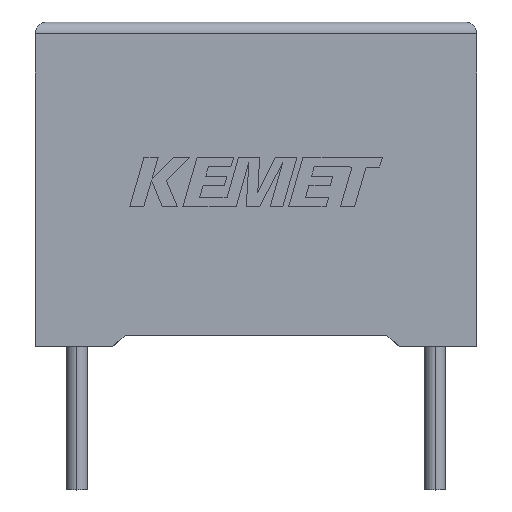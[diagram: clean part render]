
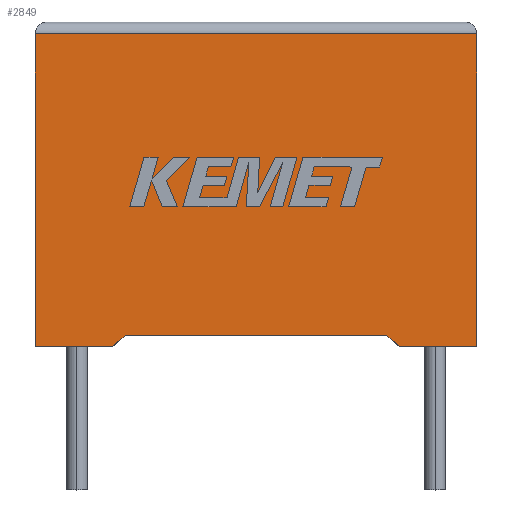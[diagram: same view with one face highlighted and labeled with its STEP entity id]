
A CAD part, top view. The second image highlights one B-rep face of the part: STEP entity #2849.
In plain terms, the highlighted planar face has unit normal (0, 0, 1).
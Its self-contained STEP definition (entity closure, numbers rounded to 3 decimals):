
#16 = ORIENTED_EDGE ( 'NONE', *, *, #1110, .T. ) ;
#93 = CARTESIAN_POINT ( 'NONE',  ( 15.25, 0., 7.7 ) ) ;
#171 = VECTOR ( 'NONE', #1855, 1000. ) ;
#259 = EDGE_CURVE ( 'NONE', #1568, #2841, #807, .T. ) ;
#302 = ORIENTED_EDGE ( 'NONE', *, *, #2254, .T. ) ;
#312 = AXIS2_PLACEMENT_3D ( 'NONE', #903, #1138, #2072 ) ;
#444 = CARTESIAN_POINT ( 'NONE',  ( 9.25, 0.469, 7.7 ) ) ;
#478 = LINE ( 'NONE', #861, #2222 ) ;
#494 = DIRECTION ( 'NONE',  ( -0.739, -0.674, 0. ) ) ;
#539 = CARTESIAN_POINT ( 'NONE',  ( 15.25, 0., 7.7 ) ) ;
#620 = LINE ( 'NONE', #1346, #2865 ) ;
#625 = DIRECTION ( 'NONE',  ( -1., 0., 0. ) ) ;
#628 = CARTESIAN_POINT ( 'NONE',  ( 18.5, 0., 7.7 ) ) ;
#674 = VERTEX_POINT ( 'NONE', #93 ) ;
#807 = LINE ( 'NONE', #444, #171 ) ;
#822 = CARTESIAN_POINT ( 'NONE',  ( 18.5, 0., 7.7 ) ) ;
#823 = VERTEX_POINT ( 'NONE', #2236 ) ;
#846 = LINE ( 'NONE', #2286, #2722 ) ;
#861 = CARTESIAN_POINT ( 'NONE',  ( 0., 0., 7.7 ) ) ;
#886 = ORIENTED_EDGE ( 'NONE', *, *, #1905, .T. ) ;
#903 = CARTESIAN_POINT ( 'NONE',  ( 0., 0., 7.7 ) ) ;
#932 = CARTESIAN_POINT ( 'NONE',  ( 0., 13.1, 7.7 ) ) ;
#1066 = VECTOR ( 'NONE', #2287, 1000. ) ;
#1110 = EDGE_CURVE ( 'NONE', #1568, #674, #1223, .T. ) ;
#1138 = DIRECTION ( 'NONE',  ( 0., 0., -1. ) ) ;
#1151 = EDGE_CURVE ( 'NONE', #1701, #823, #1953, .T. ) ;
#1171 = CARTESIAN_POINT ( 'NONE',  ( 18.5, 13.1, 7.7 ) ) ;
#1223 = LINE ( 'NONE', #539, #1260 ) ;
#1260 = VECTOR ( 'NONE', #2163, 1000. ) ;
#1305 = CARTESIAN_POINT ( 'NONE',  ( 0., 0., 7.7 ) ) ;
#1338 = EDGE_CURVE ( 'NONE', #2350, #1670, #2157, .T. ) ;
#1346 = CARTESIAN_POINT ( 'NONE',  ( 0., 13.1, 7.7 ) ) ;
#1568 = VERTEX_POINT ( 'NONE', #2860 ) ;
#1670 = VERTEX_POINT ( 'NONE', #1171 ) ;
#1701 = VERTEX_POINT ( 'NONE', #932 ) ;
#1727 = ORIENTED_EDGE ( 'NONE', *, *, #1338, .T. ) ;
#1759 = VECTOR ( 'NONE', #494, 1000. ) ;
#1804 = FACE_OUTER_BOUND ( 'NONE', #2805, .T. ) ;
#1843 = VECTOR ( 'NONE', #2477, 1000. ) ;
#1855 = DIRECTION ( 'NONE',  ( -1., 0., 0. ) ) ;
#1856 = EDGE_CURVE ( 'NONE', #674, #2350, #478, .T. ) ;
#1905 = EDGE_CURVE ( 'NONE', #823, #2655, #846, .T. ) ;
#1927 = CARTESIAN_POINT ( 'NONE',  ( 3.25, 0., 7.7 ) ) ;
#1953 = LINE ( 'NONE', #1305, #1843 ) ;
#2038 = ORIENTED_EDGE ( 'NONE', *, *, #1856, .T. ) ;
#2053 = EDGE_CURVE ( 'NONE', #2841, #2655, #2718, .T. ) ;
#2072 = DIRECTION ( 'NONE',  ( -1., 0., 0. ) ) ;
#2157 = LINE ( 'NONE', #628, #1066 ) ;
#2163 = DIRECTION ( 'NONE',  ( 0.739, -0.674, 0. ) ) ;
#2216 = CARTESIAN_POINT ( 'NONE',  ( 3.764, 0.469, 7.7 ) ) ;
#2221 = DIRECTION ( 'NONE',  ( 1., 0., 0. ) ) ;
#2222 = VECTOR ( 'NONE', #2221, 1000. ) ;
#2236 = CARTESIAN_POINT ( 'NONE',  ( 0., 0., 7.7 ) ) ;
#2254 = EDGE_CURVE ( 'NONE', #1670, #1701, #620, .T. ) ;
#2286 = CARTESIAN_POINT ( 'NONE',  ( 0., 0., 7.7 ) ) ;
#2287 = DIRECTION ( 'NONE',  ( 0., 1., 0. ) ) ;
#2334 = CARTESIAN_POINT ( 'NONE',  ( 3.25, 0., 7.7 ) ) ;
#2350 = VERTEX_POINT ( 'NONE', #822 ) ;
#2477 = DIRECTION ( 'NONE',  ( 0., -1., 0. ) ) ;
#2563 = DIRECTION ( 'NONE',  ( 1., 0., 0. ) ) ;
#2588 = ORIENTED_EDGE ( 'NONE', *, *, #259, .F. ) ;
#2655 = VERTEX_POINT ( 'NONE', #1927 ) ;
#2718 = LINE ( 'NONE', #2334, #1759 ) ;
#2722 = VECTOR ( 'NONE', #2563, 1000. ) ;
#2770 = PLANE ( 'NONE',  #312 ) ;
#2805 = EDGE_LOOP ( 'NONE', ( #1727, #302, #2990, #886, #2821, #2588, #16, #2038 ) ) ;
#2821 = ORIENTED_EDGE ( 'NONE', *, *, #2053, .F. ) ;
#2841 = VERTEX_POINT ( 'NONE', #2216 ) ;
#2849 = ADVANCED_FACE ( 'NONE', ( #1804 ), #2770, .F. ) ;
#2860 = CARTESIAN_POINT ( 'NONE',  ( 14.736, 0.469, 7.7 ) ) ;
#2865 = VECTOR ( 'NONE', #625, 1000. ) ;
#2990 = ORIENTED_EDGE ( 'NONE', *, *, #1151, .T. ) ;
